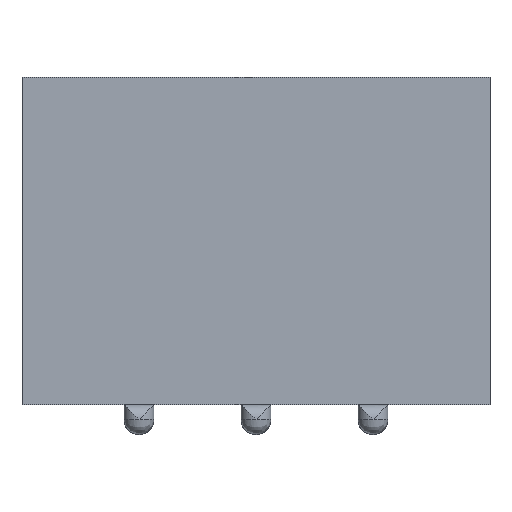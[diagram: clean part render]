
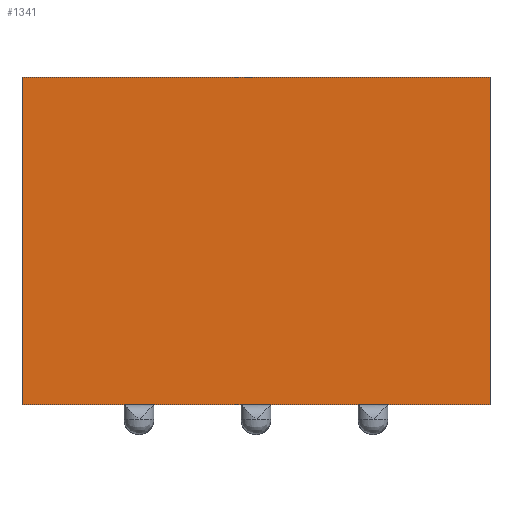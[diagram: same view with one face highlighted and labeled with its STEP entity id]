
A CAD part, front view. The second image highlights one B-rep face of the part: STEP entity #1341.
In plain terms, the highlighted planar face has unit normal (0, -1, 0).
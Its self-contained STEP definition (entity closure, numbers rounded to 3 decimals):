
#75 = CARTESIAN_POINT ( 'NONE',  ( -5., -2.95, 7. ) ) ;
#186 = FACE_OUTER_BOUND ( 'NONE', #299, .T. ) ;
#228 = LINE ( 'NONE', #1477, #1690 ) ;
#299 = EDGE_LOOP ( 'NONE', ( #2250, #1119, #1853, #1439 ) ) ;
#499 = VECTOR ( 'NONE', #1584, 1000. ) ;
#501 = PLANE ( 'NONE',  #619 ) ;
#570 = DIRECTION ( 'NONE',  ( -1., 0., 0. ) ) ;
#579 = VECTOR ( 'NONE', #1063, 1000. ) ;
#619 = AXIS2_PLACEMENT_3D ( 'NONE', #2116, #1623, #1764 ) ;
#702 = LINE ( 'NONE', #1056, #499 ) ;
#712 = CARTESIAN_POINT ( 'NONE',  ( 5., -2.95, 0. ) ) ;
#859 = EDGE_CURVE ( 'NONE', #1539, #911, #1193, .T. ) ;
#911 = VERTEX_POINT ( 'NONE', #1569 ) ;
#1002 = LINE ( 'NONE', #1729, #1009 ) ;
#1009 = VECTOR ( 'NONE', #1364, 1000. ) ;
#1056 = CARTESIAN_POINT ( 'NONE',  ( 5., -2.95, 7. ) ) ;
#1063 = DIRECTION ( 'NONE',  ( 0., 0., 1. ) ) ;
#1119 = ORIENTED_EDGE ( 'NONE', *, *, #2154, .F. ) ;
#1193 = LINE ( 'NONE', #75, #579 ) ;
#1246 = EDGE_CURVE ( 'NONE', #1958, #1599, #702, .T. ) ;
#1341 = ADVANCED_FACE ( 'NONE', ( #186 ), #501, .F. ) ;
#1364 = DIRECTION ( 'NONE',  ( 1., 0., 0. ) ) ;
#1439 = ORIENTED_EDGE ( 'NONE', *, *, #2069, .F. ) ;
#1477 = CARTESIAN_POINT ( 'NONE',  ( -5., -2.95, 0. ) ) ;
#1539 = VERTEX_POINT ( 'NONE', #2092 ) ;
#1569 = CARTESIAN_POINT ( 'NONE',  ( -5., -2.95, 7. ) ) ;
#1584 = DIRECTION ( 'NONE',  ( 0., 0., -1. ) ) ;
#1599 = VERTEX_POINT ( 'NONE', #712 ) ;
#1623 = DIRECTION ( 'NONE',  ( 0., 1., 0. ) ) ;
#1690 = VECTOR ( 'NONE', #570, 1000. ) ;
#1729 = CARTESIAN_POINT ( 'NONE',  ( -5., -2.95, 7. ) ) ;
#1764 = DIRECTION ( 'NONE',  ( 0., 0., 1. ) ) ;
#1853 = ORIENTED_EDGE ( 'NONE', *, *, #859, .F. ) ;
#1958 = VERTEX_POINT ( 'NONE', #2110 ) ;
#2069 = EDGE_CURVE ( 'NONE', #1599, #1539, #228, .T. ) ;
#2092 = CARTESIAN_POINT ( 'NONE',  ( -5., -2.95, 0. ) ) ;
#2110 = CARTESIAN_POINT ( 'NONE',  ( 5., -2.95, 7. ) ) ;
#2116 = CARTESIAN_POINT ( 'NONE',  ( -5., -2.95, 7. ) ) ;
#2154 = EDGE_CURVE ( 'NONE', #911, #1958, #1002, .T. ) ;
#2250 = ORIENTED_EDGE ( 'NONE', *, *, #1246, .F. ) ;
